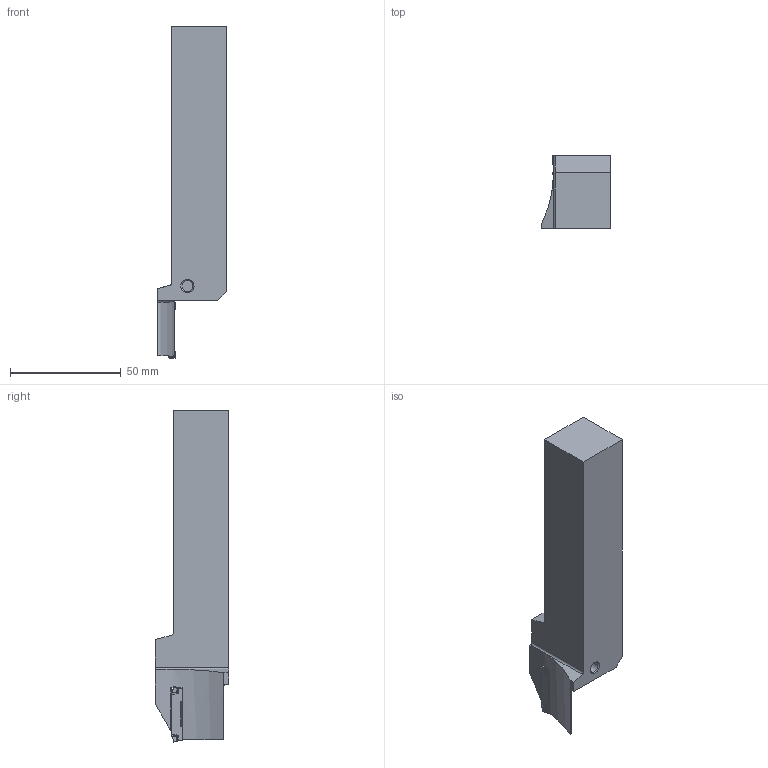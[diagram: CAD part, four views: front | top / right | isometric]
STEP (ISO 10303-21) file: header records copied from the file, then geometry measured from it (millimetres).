
FILE_DESCRIPTION(/* description */ (''),/* implementation_level */ '2;1');
FILE_NAME(/* name */ 'GL3-S2525MFR-25-L110076_204657554_SIM.stp',/* time_stamp */ '2023-03-29T12:00:53+02:00',/* author */ (''),/* organization */ (''),/* preprocessor_version */ 'ST-DEVELOPER v16.7',/* originating_system */ 'SIEMENS PLM Software NX 12.0',/* authorisation */ '');
FILE_SCHEMA (('AUTOMOTIVE_DESIGN { 1 0 10303 214 3 1 1 1 }'));
Length unit declared in the file: millimetre
Products named in the file (1): hc72360CAFB59lx5
Bounding box: 31.08 x 33 x 149.99 mm (x, y, z)
Volume: 82425.5 mm3; surface area: 16431.2 mm2
Topology: 2 solids, 2 shells, 271 faces, 700 edges, 424 vertices
Faces by surface type: bspline 126, cylinder 63, plane 63, extrusion 9, sphere 6, torus 2, cone 2
Full cylindrical faces by diameter (mm): 5 x1
Entity records: 10148 total; most frequent: CARTESIAN_POINT 4737, ORIENTED_EDGE 1366, DIRECTION 768, EDGE_CURVE 683, VERTEX_POINT 420, B_SPLINE_CURVE_WITH_KNOTS 323, AXIS2_PLACEMENT_3D 284, EDGE_LOOP 275
